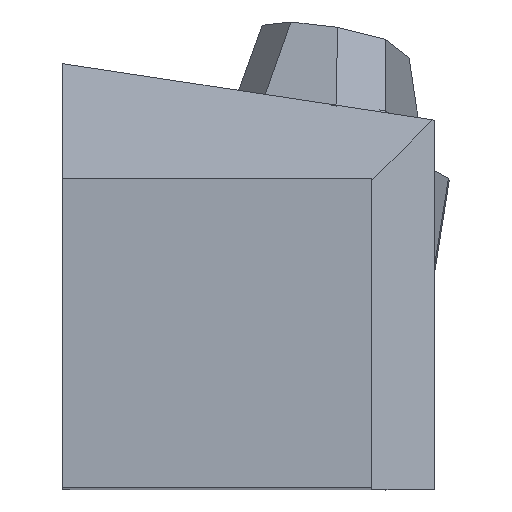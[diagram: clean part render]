
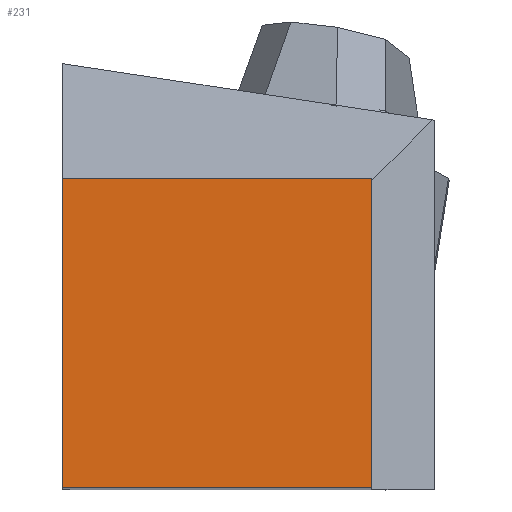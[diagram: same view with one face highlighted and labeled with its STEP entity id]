
A CAD part, top view. The second image highlights one B-rep face of the part: STEP entity #231.
In plain terms, the highlighted planar face has unit normal (0, 0, 1).
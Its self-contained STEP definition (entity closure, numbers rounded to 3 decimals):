
#211=AXIS2_PLACEMENT_3D('Plane Axis2P3D',#208,#209,#210) ;
#146=CARTESIAN_POINT('Vertex',(32.,0.,0.)) ;
#162=CARTESIAN_POINT('Vertex',(32.,32.,0.)) ;
#165=CARTESIAN_POINT('Line Origine',(32.,16.,0.)) ;
#182=CARTESIAN_POINT('Line Origine',(16.,32.,0.)) ;
#186=CARTESIAN_POINT('Vertex',(0.,32.,0.)) ;
#208=CARTESIAN_POINT('Axis2P3D Location',(0.,32.,0.)) ;
#213=CARTESIAN_POINT('Line Origine',(16.,0.,0.)) ;
#217=CARTESIAN_POINT('Vertex',(0.,0.,0.)) ;
#220=CARTESIAN_POINT('Line Origine',(0.,16.,0.)) ;
#166=DIRECTION('Vector Direction',(0.,-1.,0.)) ;
#183=DIRECTION('Vector Direction',(1.,0.,0.)) ;
#209=DIRECTION('Axis2P3D Direction',(0.,0.,-1.)) ;
#210=DIRECTION('Axis2P3D XDirection',(1.,0.,0.)) ;
#214=DIRECTION('Vector Direction',(1.,0.,0.)) ;
#221=DIRECTION('Vector Direction',(0.,-1.,0.)) ;
#167=VECTOR('Line Direction',#166,1.) ;
#184=VECTOR('Line Direction',#183,1.) ;
#215=VECTOR('Line Direction',#214,1.) ;
#222=VECTOR('Line Direction',#221,1.) ;
#226=ORIENTED_EDGE('',*,*,#219,.T.) ;
#227=ORIENTED_EDGE('',*,*,#169,.F.) ;
#228=ORIENTED_EDGE('',*,*,#188,.F.) ;
#229=ORIENTED_EDGE('',*,*,#224,.T.) ;
#231=ADVANCED_FACE('NOCUT',(#230),#212,.F.) ;
#169=EDGE_CURVE('',#163,#147,#168,.T.) ;
#188=EDGE_CURVE('',#187,#163,#185,.T.) ;
#219=EDGE_CURVE('',#218,#147,#216,.T.) ;
#224=EDGE_CURVE('',#187,#218,#223,.T.) ;
#225=EDGE_LOOP('',(#226,#227,#228,#229)) ;
#230=FACE_OUTER_BOUND('',#225,.T.) ;
#168=LINE('Line',#165,#167) ;
#185=LINE('Line',#182,#184) ;
#216=LINE('Line',#213,#215) ;
#223=LINE('Line',#220,#222) ;
#212=PLANE('',#211) ;
#147=VERTEX_POINT('',#146) ;
#163=VERTEX_POINT('',#162) ;
#187=VERTEX_POINT('',#186) ;
#218=VERTEX_POINT('',#217) ;
